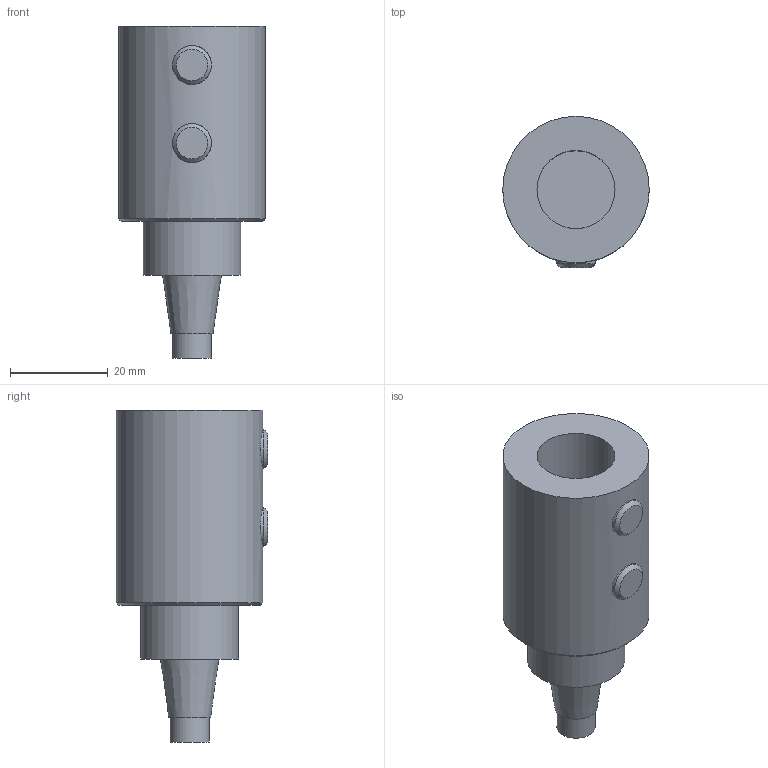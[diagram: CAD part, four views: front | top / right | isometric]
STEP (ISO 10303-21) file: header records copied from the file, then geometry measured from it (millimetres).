
FILE_DESCRIPTION(/* description */ (''),/* implementation_level */ '2;1');
FILE_NAME(/* name */ 'W9990212_stp.stp',/* time_stamp */ '2017-05-09T13:20:57+02:00',/* author */ (''),/* organization */ (''),/* preprocessor_version */ 'ST-DEVELOPER v15',/* originating_system */ 'SIEMENS PLM Software NX 9.0',/* authorisation */ '');
FILE_SCHEMA (('AUTOMOTIVE_DESIGN { 1 0 10303 214 3 1 1 1 }'));
Length unit declared in the file: millimetre
Products named in the file (1): reic119C905Eo6c4
Bounding box: 30 x 30.95 x 68 mm (x, y, z)
Volume: 26040.7 mm3; surface area: 8106.3 mm2
Topology: 1 solids, 1 shells, 24 faces, 43 edges, 29 vertices
Faces by surface type: plane 10, cone 8, cylinder 6
Full cylindrical faces by diameter (mm): 8 x3, 16 x1, 20 x1, 30 x1
Entity records: 678 total; most frequent: CARTESIAN_POINT 229, DIRECTION 92, ORIENTED_EDGE 58, AXIS2_PLACEMENT_3D 44, EDGE_LOOP 42, FACE_BOUND 32, EDGE_CURVE 29, VERTEX_POINT 25
